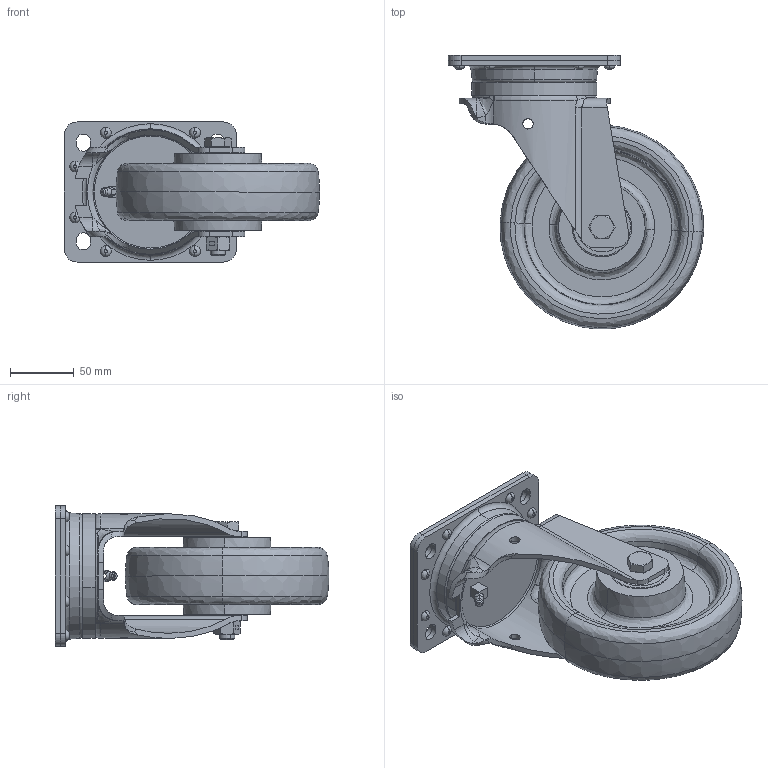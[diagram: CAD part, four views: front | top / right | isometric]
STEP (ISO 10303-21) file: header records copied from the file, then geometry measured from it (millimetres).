
FILE_DESCRIPTION (( 'STEP AP214' ), '1' );
FILE_NAME ('0034889BL.step', '2023-01-20T09:48:56', ( '' ), ( '' ), 'SwSTEP 2.0', 'SolidWorks 2020', '' );
FILE_SCHEMA (( 'AUTOMOTIVE_DESIGN' ));
Length unit declared in the file: millimetre
Products named in the file (1): 0034889BL
Bounding box: 200.41 x 214.91 x 110 mm (x, y, z)
Surface area: 171246.9 mm2 (no closed solid volume)
Topology: 0 solids, 15 shells, 349 faces, 883 edges, 574 vertices
Faces by surface type: plane 120, cylinder 109, torus 47, bspline 38, cone 34, sphere 1
Entity records: 20125 total; most frequent: CARTESIAN_POINT 8069, DIRECTION 1762, ORIENTED_EDGE 1589, EDGE_CURVE 878, AXIS2_PLACEMENT_3D 719, VERTEX_POINT 572, CIRCLE 407, EDGE_LOOP 406
